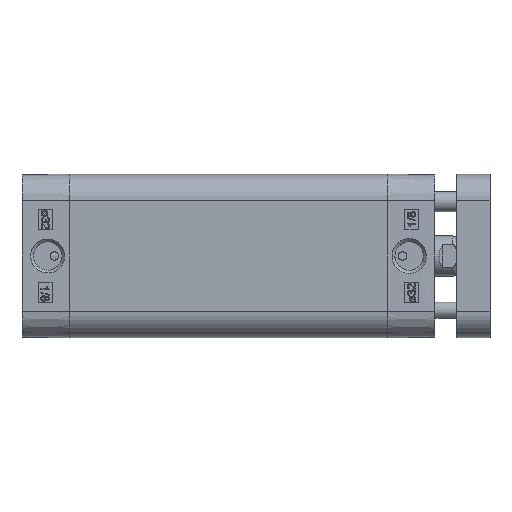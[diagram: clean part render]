
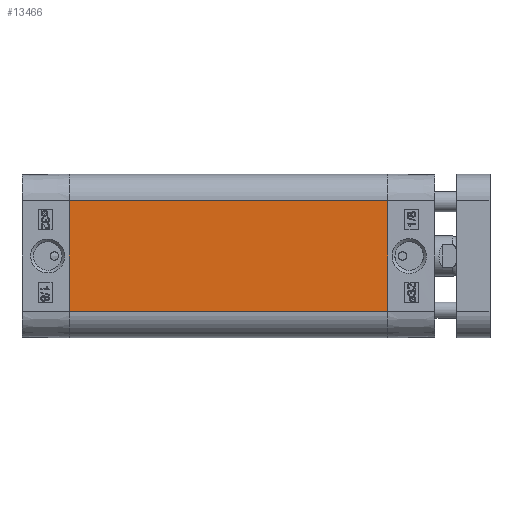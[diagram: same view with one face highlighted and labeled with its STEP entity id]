
A CAD part, left-side view. The second image highlights one B-rep face of the part: STEP entity #13466.
In plain terms, the highlighted planar face has unit normal (-1, 0, 0).
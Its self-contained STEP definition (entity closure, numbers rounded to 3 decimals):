
#10566=CARTESIAN_POINT('',(-24.5,-95.5,16.5));
#10567=VERTEX_POINT('',#10566);
#10574=CARTESIAN_POINT('',(-24.5,-95.5,-16.5));
#10575=VERTEX_POINT('',#10574);
#10576=CARTESIAN_POINT('',(-24.5,-95.5,-16.5));
#10577=DIRECTION('',(0.0,0.0,1.0));
#10578=VECTOR('',#10577,33.0);
#10579=LINE('',#10576,#10578);
#10580=EDGE_CURVE('',#10575,#10567,#10579,.T.);
#13424=CARTESIAN_POINT('',(-24.5,0.0,-16.5));
#13425=VERTEX_POINT('',#13424);
#13426=CARTESIAN_POINT('',(-24.5,0.0,-16.5));
#13427=DIRECTION('',(0.0,-1.0,0.0));
#13428=VECTOR('',#13427,95.5);
#13429=LINE('',#13426,#13428);
#13430=EDGE_CURVE('',#13425,#10575,#13429,.T.);
#13443=CARTESIAN_POINT('',(-24.5,0.0,-16.5));
#13444=DIRECTION('',(-1.0,0.0,0.0));
#13445=DIRECTION('',(0.0,0.0,1.0));
#13446=AXIS2_PLACEMENT_3D('',#13443,#13444,#13445);
#13447=PLANE('',#13446);
#13448=ORIENTED_EDGE('',*,*,#10580,.T.);
#13449=CARTESIAN_POINT('',(-24.5,0.0,16.5));
#13450=VERTEX_POINT('',#13449);
#13451=CARTESIAN_POINT('',(-24.5,0.0,16.5));
#13452=DIRECTION('',(0.0,-1.0,0.0));
#13453=VECTOR('',#13452,95.5);
#13454=LINE('',#13451,#13453);
#13455=EDGE_CURVE('',#13450,#10567,#13454,.T.);
#13456=ORIENTED_EDGE('',*,*,#13455,.F.);
#13457=CARTESIAN_POINT('',(-24.5,0.0,-16.5));
#13458=DIRECTION('',(0.0,0.0,1.0));
#13459=VECTOR('',#13458,33.0);
#13460=LINE('',#13457,#13459);
#13461=EDGE_CURVE('',#13425,#13450,#13460,.T.);
#13462=ORIENTED_EDGE('',*,*,#13461,.F.);
#13463=ORIENTED_EDGE('',*,*,#13430,.T.);
#13464=EDGE_LOOP('',(#13448,#13456,#13462,#13463));
#13465=FACE_OUTER_BOUND('',#13464,.T.);
#13466=ADVANCED_FACE('',(#13465),#13447,.T.);
